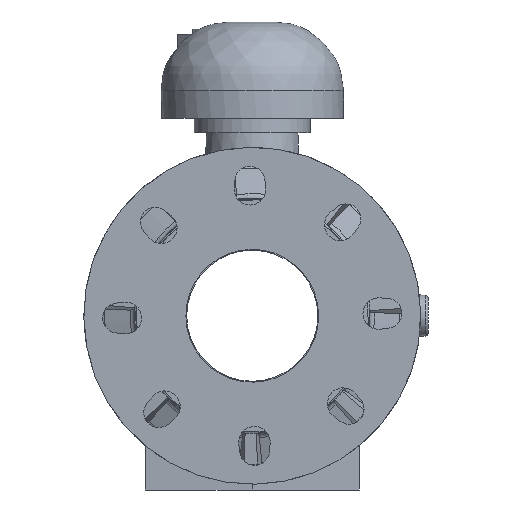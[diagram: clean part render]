
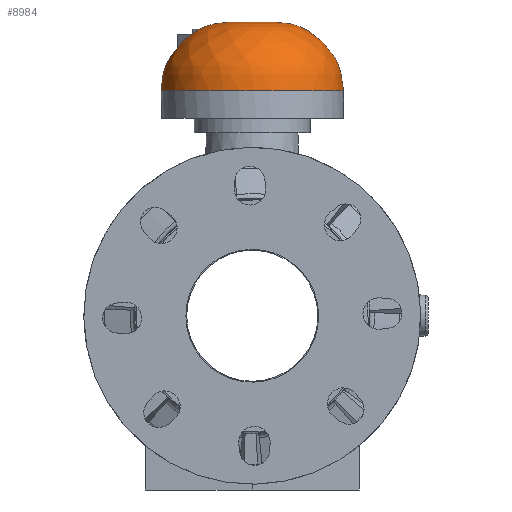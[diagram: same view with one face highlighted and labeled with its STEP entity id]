
A CAD part, left-side view. The second image highlights one B-rep face of the part: STEP entity #8984.
In plain terms, the highlighted free-form (B-spline) face has degree [2, 2] with [3, 9] control points.
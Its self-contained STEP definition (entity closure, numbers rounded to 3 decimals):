
#42=(
BOUNDED_CURVE()
B_SPLINE_CURVE(2,(#19595,#19596,#19597),.UNSPECIFIED.,.F.,.F.)
B_SPLINE_CURVE_WITH_KNOTS((3,3),(1.087,1.571),
 .UNSPECIFIED.)
CURVE()
GEOMETRIC_REPRESENTATION_ITEM()
RATIONAL_B_SPLINE_CURVE((0.875,0.91,1.))
REPRESENTATION_ITEM($)
);
#57=(
BOUNDED_SURFACE()
B_SPLINE_SURFACE(2,2,((#19549,#19550,#19551,#19552,#19553,#19554,#19555,
#19556,#19557),(#19558,#19559,#19560,#19561,#19562,#19563,#19564,#19565,
#19566),(#19567,#19568,#19569,#19570,#19571,#19572,#19573,#19574,#19575)),
 .UNSPECIFIED.,.F.,.T.,.F.)
B_SPLINE_SURFACE_WITH_KNOTS((3,3),(3,2,2,2,3),(-1.571,0.),
(-3.142,-1.571,0.,1.571,3.142),
 .UNSPECIFIED.)
GEOMETRIC_REPRESENTATION_ITEM()
RATIONAL_B_SPLINE_SURFACE(((1.,0.707,1.,0.707,1.,
0.707,1.,0.707,1.),(0.707,0.5,
0.707,0.5,0.707,0.5,
0.707,0.5,0.707),(1.,0.707,
1.,0.707,1.,0.707,1.,0.707,1.)))
REPRESENTATION_ITEM($)
SURFACE()
);
#1591=B_SPLINE_CURVE_WITH_KNOTS($,3,(#19580,#19581,#19582,#19583,#19584,
#19585,#19586,#19587,#19588,#19589,#19590,#19591),.UNSPECIFIED.,.F.,.F.,
(4,2,2,2,2,4),(7.859,8.241,9.711,11.212,
12.643,12.647),.UNSPECIFIED.);
#1592=B_SPLINE_CURVE_WITH_KNOTS($,3,(#19601,#19602,#19603,#19604,#19605,
#19606,#19607,#19608,#19609,#19610),.UNSPECIFIED.,.F.,.F.,(4,2,2,2,4),(0.,
1.426,2.889,4.29,4.775),
 .UNSPECIFIED.);
#2279=FACE_OUTER_BOUND($,#2798,.T.);
#2798=EDGE_LOOP($,(#8048,#8049,#8050,#8051,#8052,#8053,#8054,#8055));
#3260=CIRCLE($,#9946,55.);
#3261=CIRCLE($,#9947,32.295);
#3262=CIRCLE($,#9948,13.5);
#3263=CIRCLE($,#9949,32.295);
#4133=VERTEX_POINT($,#19576);
#4134=VERTEX_POINT($,#19577);
#4135=VERTEX_POINT($,#19579);
#4136=VERTEX_POINT($,#19592);
#4137=VERTEX_POINT($,#19594);
#4138=VERTEX_POINT($,#19599);
#5460=EDGE_CURVE($,#4133,#4134,#3260,.T.);
#5461=EDGE_CURVE($,#4135,#4133,#1591,.T.);
#5462=EDGE_CURVE($,#4136,#4135,#3261,.T.);
#5463=EDGE_CURVE($,#4136,#4137,#42,.T.);
#5464=EDGE_CURVE($,#4137,#4137,#3262,.T.);
#5465=EDGE_CURVE($,#4138,#4136,#3263,.T.);
#5466=EDGE_CURVE($,#4134,#4138,#1592,.T.);
#8048=ORIENTED_EDGE($,*,*,#5460,.F.);
#8049=ORIENTED_EDGE($,*,*,#5461,.F.);
#8050=ORIENTED_EDGE($,*,*,#5462,.F.);
#8051=ORIENTED_EDGE($,*,*,#5463,.T.);
#8052=ORIENTED_EDGE($,*,*,#5464,.T.);
#8053=ORIENTED_EDGE($,*,*,#5463,.F.);
#8054=ORIENTED_EDGE($,*,*,#5465,.F.);
#8055=ORIENTED_EDGE($,*,*,#5466,.F.);
#8984=ADVANCED_FACE($,(#2279),#57,.F.);
#9946=AXIS2_PLACEMENT_3D($,#19578,#12185,#12186);
#9947=AXIS2_PLACEMENT_3D($,#19593,#12187,#12188);
#9948=AXIS2_PLACEMENT_3D($,#19598,#12189,#12190);
#9949=AXIS2_PLACEMENT_3D($,#19600,#12191,#12192);
#12185=DIRECTION('center_axis',(0.,0.,-1.));
#12186=DIRECTION('ref_axis',(-1.,0.,0.));
#12187=DIRECTION('center_axis',(0.,0.,-1.));
#12188=DIRECTION('ref_axis',(-1.,0.,0.));
#12189=DIRECTION('center_axis',(0.,0.,-1.));
#12190=DIRECTION('ref_axis',(-1.,0.,0.));
#12191=DIRECTION('center_axis',(0.,0.,-1.));
#12192=DIRECTION('ref_axis',(-1.,0.,0.));
#19549=CARTESIAN_POINT('Ctrl Pts',(13.5,0.,58.));
#19550=CARTESIAN_POINT('Ctrl Pts',(13.5,-13.5,58.));
#19551=CARTESIAN_POINT('Ctrl Pts',(0.,-13.5,
58.));
#19552=CARTESIAN_POINT('Ctrl Pts',(-13.5,-13.5,
58.));
#19553=CARTESIAN_POINT('Ctrl Pts',(-13.5,0.,
58.));
#19554=CARTESIAN_POINT('Ctrl Pts',(-13.5,13.5,58.));
#19555=CARTESIAN_POINT('Ctrl Pts',(0.,13.5,
58.));
#19556=CARTESIAN_POINT('Ctrl Pts',(13.5,13.5,58.));
#19557=CARTESIAN_POINT('Ctrl Pts',(13.5,0.,58.));
#19558=CARTESIAN_POINT('Ctrl Pts',(55.,0.,
58.));
#19559=CARTESIAN_POINT('Ctrl Pts',(55.,-55.,58.));
#19560=CARTESIAN_POINT('Ctrl Pts',(0.,-55.,
58.));
#19561=CARTESIAN_POINT('Ctrl Pts',(-55.,-55.,
58.));
#19562=CARTESIAN_POINT('Ctrl Pts',(-55.,0.,
58.));
#19563=CARTESIAN_POINT('Ctrl Pts',(-55.,55.,58.));
#19564=CARTESIAN_POINT('Ctrl Pts',(0.,55.,
58.));
#19565=CARTESIAN_POINT('Ctrl Pts',(55.,55.,58.));
#19566=CARTESIAN_POINT('Ctrl Pts',(55.,0.,
58.));
#19567=CARTESIAN_POINT('Ctrl Pts',(55.,0.,
16.5));
#19568=CARTESIAN_POINT('Ctrl Pts',(55.,-55.,16.5));
#19569=CARTESIAN_POINT('Ctrl Pts',(0.,-55.,
16.5));
#19570=CARTESIAN_POINT('Ctrl Pts',(-55.,-55.,
16.5));
#19571=CARTESIAN_POINT('Ctrl Pts',(-55.,0.,
16.5));
#19572=CARTESIAN_POINT('Ctrl Pts',(-55.,55.,16.5));
#19573=CARTESIAN_POINT('Ctrl Pts',(0.,55.,
16.5));
#19574=CARTESIAN_POINT('Ctrl Pts',(55.,55.,16.5));
#19575=CARTESIAN_POINT('Ctrl Pts',(55.,0.,
16.5));
#19576=CARTESIAN_POINT('',(49.013,-24.954,16.5));
#19577=CARTESIAN_POINT('',(49.013,24.954,16.5));
#19578=CARTESIAN_POINT('Origin',(0.,0.,16.5));
#19579=CARTESIAN_POINT('',(19.615,-25.655,53.5));
#19580=CARTESIAN_POINT('Ctrl Pts',(19.615,-25.655,53.5));
#19581=CARTESIAN_POINT('Ctrl Pts',(21.174,-25.628,53.03));
#19582=CARTESIAN_POINT('Ctrl Pts',(22.711,-25.6,52.487));
#19583=CARTESIAN_POINT('Ctrl Pts',(30.038,-25.457,49.455));
#19584=CARTESIAN_POINT('Ctrl Pts',(34.554,-25.349,46.217));
#19585=CARTESIAN_POINT('Ctrl Pts',(41.524,-25.171,39.236));
#19586=CARTESIAN_POINT('Ctrl Pts',(44.335,-25.092,35.075));
#19587=CARTESIAN_POINT('Ctrl Pts',(48.058,-24.984,26.047));
#19588=CARTESIAN_POINT('Ctrl Pts',(49.007,-24.955,21.331));
#19589=CARTESIAN_POINT('Ctrl Pts',(49.013,-24.954,16.531));
#19590=CARTESIAN_POINT('Ctrl Pts',(49.013,-24.954,16.515));
#19591=CARTESIAN_POINT('Ctrl Pts',(49.013,-24.954,16.5));
#19592=CARTESIAN_POINT('',(32.295,0.,53.5));
#19593=CARTESIAN_POINT('Origin',(0.,0.,53.5));
#19594=CARTESIAN_POINT('',(13.5,0.,58.));
#19595=CARTESIAN_POINT('Ctrl Pts',(32.295,0.,
53.5));
#19596=CARTESIAN_POINT('Ctrl Pts',(23.436,0.,
58.));
#19597=CARTESIAN_POINT('Ctrl Pts',(13.5,0.,58.));
#19598=CARTESIAN_POINT('Origin',(0.,0.,58.));
#19599=CARTESIAN_POINT('',(19.615,25.655,53.5));
#19600=CARTESIAN_POINT('Origin',(0.,0.,53.5));
#19601=CARTESIAN_POINT('Ctrl Pts',(49.013,24.954,16.5));
#19602=CARTESIAN_POINT('Ctrl Pts',(49.013,24.954,21.254));
#19603=CARTESIAN_POINT('Ctrl Pts',(48.082,24.983,25.964));
#19604=CARTESIAN_POINT('Ctrl Pts',(44.409,25.09,34.92));
#19605=CARTESIAN_POINT('Ctrl Pts',(41.67,25.167,39.035));
#19606=CARTESIAN_POINT('Ctrl Pts',(34.899,25.34,45.921));
#19607=CARTESIAN_POINT('Ctrl Pts',(30.655,25.443,49.023));
#19608=CARTESIAN_POINT('Ctrl Pts',(23.449,25.586,52.221));
#19609=CARTESIAN_POINT('Ctrl Pts',(21.552,25.622,52.916));
#19610=CARTESIAN_POINT('Ctrl Pts',(19.615,25.655,53.5));
